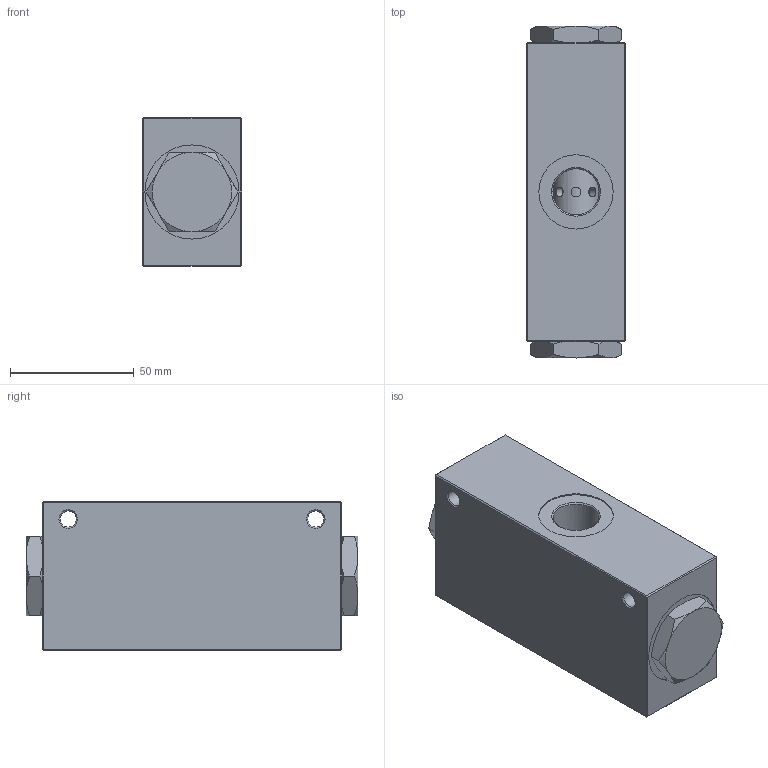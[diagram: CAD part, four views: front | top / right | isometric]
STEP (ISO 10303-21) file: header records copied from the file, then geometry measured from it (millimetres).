
FILE_DESCRIPTION(/* description */ (''),/* implementation_level */ '2;1');
FILE_NAME(/* name */ '004-009-B00.stp',/* time_stamp */ '2017-04-18T14:48:19+02:00',/* author */ ('Radici'),/* organization */ (''),/* preprocessor_version */ 'ST-DEVELOPER v16.1',/* originating_system */ 'Autodesk Inventor 2016',/* authorisation */ '');
FILE_SCHEMA (('CONFIG_CONTROL_DESIGN'));
Length unit declared in the file: millimetre
Products named in the file (1): 004-009-B00_Shrinkwrap_1
Bounding box: 40 x 134 x 60 mm (x, y, z)
Volume: 264650.2 mm3; surface area: 54515.4 mm2
Topology: 1 solids, 1 shells, 270 faces, 751 edges, 473 vertices
Faces by surface type: cylinder 119, plane 93, cone 57, bspline 1
Full cylindrical faces by diameter (mm): 2.5 x32, 3 x2, 4 x16, 4.917 x2, 5.5 x1, 6.5 x4, 9.5 x5, 12.5 x5, 14.95 x2, 18 x2, 18.631 x1, 19 x3, 25 x7, 28.376 x2, 30 x1, 38 x2
Entity records: 12141 total; most frequent: CARTESIAN_POINT 6177, ORIENTED_EDGE 1060, DIRECTION 1038, EDGE_CURVE 530, EDGE_LOOP 505, AXIS2_PLACEMENT_3D 464, VERTEX_POINT 383, STYLED_ITEM 271
